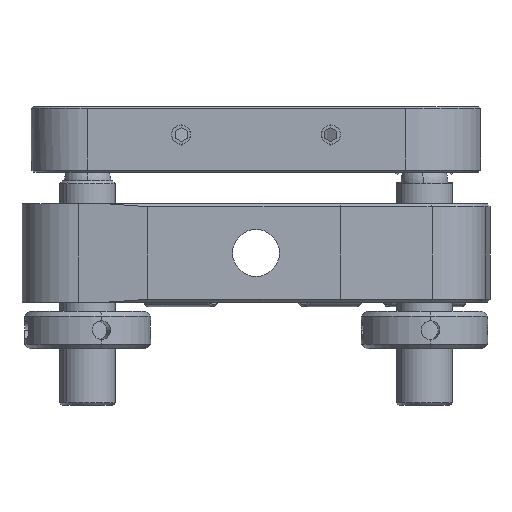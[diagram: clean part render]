
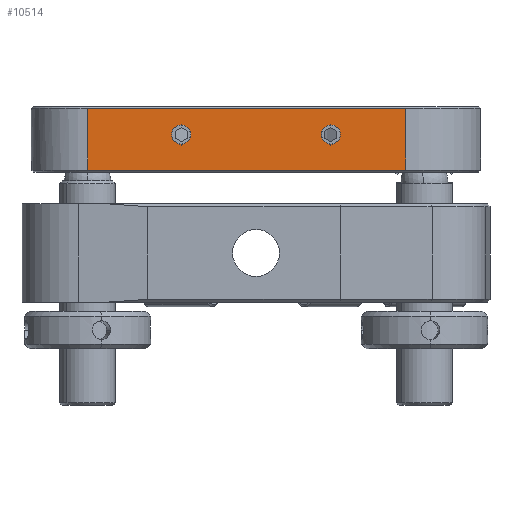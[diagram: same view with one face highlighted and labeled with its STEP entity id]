
A CAD part, front view. The second image highlights one B-rep face of the part: STEP entity #10514.
In plain terms, the highlighted planar face has unit normal (0, -1, 0).
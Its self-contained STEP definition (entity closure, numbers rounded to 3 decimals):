
#12 = CARTESIAN_POINT ( 'NONE',  ( 8., -24., -4.375 ) ) ;
#577 = DIRECTION ( 'NONE',  ( 0., 0., 1. ) ) ;
#783 = EDGE_CURVE ( 'NONE', #3424, #10248, #15328, .T. ) ;
#795 = CARTESIAN_POINT ( 'NONE',  ( 8., -24., -3.35 ) ) ;
#1607 = EDGE_LOOP ( 'NONE', ( #5855, #12671 ) ) ;
#1828 = EDGE_CURVE ( 'NONE', #10248, #10009, #11558, .T. ) ;
#2782 = EDGE_CURVE ( 'NONE', #10009, #8362, #6335, .T. ) ;
#2805 = CARTESIAN_POINT ( 'NONE',  ( 16., -24., -7.15 ) ) ;
#2817 = DIRECTION ( 'NONE',  ( 0., -1., 0. ) ) ;
#2914 = CIRCLE ( 'NONE', #10215, 1.025 ) ;
#3331 = CIRCLE ( 'NONE', #7528, 1.025 ) ;
#3424 = VERTEX_POINT ( 'NONE', #4369 ) ;
#3517 = CARTESIAN_POINT ( 'NONE',  ( -18., -24., -7.15 ) ) ;
#3625 = VECTOR ( 'NONE', #7639, 1000. ) ;
#3728 = DIRECTION ( 'NONE',  ( 0., -1., 0. ) ) ;
#3943 = VECTOR ( 'NONE', #7509, 1000. ) ;
#3972 = ORIENTED_EDGE ( 'NONE', *, *, #7782, .T. ) ;
#3996 = CIRCLE ( 'NONE', #14734, 1.025 ) ;
#4041 = CARTESIAN_POINT ( 'NONE',  ( 8., -24., -3.35 ) ) ;
#4191 = DIRECTION ( 'NONE',  ( 0., 0., -1. ) ) ;
#4369 = CARTESIAN_POINT ( 'NONE',  ( -18., -24., -0.55 ) ) ;
#4621 = DIRECTION ( 'NONE',  ( 0., -1., 0. ) ) ;
#5014 = EDGE_LOOP ( 'NONE', ( #12052, #5898, #11830, #3972 ) ) ;
#5093 = ORIENTED_EDGE ( 'NONE', *, *, #11787, .F. ) ;
#5240 = CARTESIAN_POINT ( 'NONE',  ( 8., -24., -2.325 ) ) ;
#5297 = CARTESIAN_POINT ( 'NONE',  ( -8., -24., -4.375 ) ) ;
#5855 = ORIENTED_EDGE ( 'NONE', *, *, #8146, .F. ) ;
#5898 = ORIENTED_EDGE ( 'NONE', *, *, #1828, .T. ) ;
#6011 = VERTEX_POINT ( 'NONE', #7615 ) ;
#6035 = DIRECTION ( 'NONE',  ( 1., 0., 0. ) ) ;
#6335 = LINE ( 'NONE', #15111, #3943 ) ;
#6594 = CARTESIAN_POINT ( 'NONE',  ( 24., -24., -0.55 ) ) ;
#6622 = VERTEX_POINT ( 'NONE', #5240 ) ;
#6635 = VERTEX_POINT ( 'NONE', #5297 ) ;
#6977 = EDGE_LOOP ( 'NONE', ( #9020, #5093 ) ) ;
#7509 = DIRECTION ( 'NONE',  ( 0., 0., 1. ) ) ;
#7528 = AXIS2_PLACEMENT_3D ( 'NONE', #4041, #2817, #11723 ) ;
#7615 = CARTESIAN_POINT ( 'NONE',  ( -8., -24., -2.325 ) ) ;
#7639 = DIRECTION ( 'NONE',  ( 0., 0., -1. ) ) ;
#7782 = EDGE_CURVE ( 'NONE', #8362, #3424, #11267, .T. ) ;
#7851 = VECTOR ( 'NONE', #15477, 1000. ) ;
#7955 = FACE_OUTER_BOUND ( 'NONE', #5014, .T. ) ;
#7963 = CARTESIAN_POINT ( 'NONE',  ( 24., -24., -7.35 ) ) ;
#8146 = EDGE_CURVE ( 'NONE', #6011, #6635, #13775, .T. ) ;
#8362 = VERTEX_POINT ( 'NONE', #15672 ) ;
#8444 = AXIS2_PLACEMENT_3D ( 'NONE', #16369, #11241, #14917 ) ;
#9020 = ORIENTED_EDGE ( 'NONE', *, *, #14385, .F. ) ;
#9240 = DIRECTION ( 'NONE',  ( 0., 1., 0. ) ) ;
#9890 = CARTESIAN_POINT ( 'NONE',  ( 16., -24., -7.15 ) ) ;
#9899 = EDGE_CURVE ( 'NONE', #6635, #6011, #3996, .T. ) ;
#10009 = VERTEX_POINT ( 'NONE', #2805 ) ;
#10154 = FACE_BOUND ( 'NONE', #1607, .T. ) ;
#10215 = AXIS2_PLACEMENT_3D ( 'NONE', #795, #4621, #577 ) ;
#10248 = VERTEX_POINT ( 'NONE', #3517 ) ;
#10514 = ADVANCED_FACE ( 'NONE', ( #13698, #10154, #7955 ), #10578, .F. ) ;
#10516 = AXIS2_PLACEMENT_3D ( 'NONE', #7963, #9240, #4191 ) ;
#10578 = PLANE ( 'NONE',  #10516 ) ;
#11241 = DIRECTION ( 'NONE',  ( 0., -1., 0. ) ) ;
#11267 = LINE ( 'NONE', #6594, #7851 ) ;
#11558 = LINE ( 'NONE', #9890, #14908 ) ;
#11723 = DIRECTION ( 'NONE',  ( 0., 0., 1. ) ) ;
#11787 = EDGE_CURVE ( 'NONE', #12193, #6622, #3331, .T. ) ;
#11830 = ORIENTED_EDGE ( 'NONE', *, *, #2782, .T. ) ;
#12052 = ORIENTED_EDGE ( 'NONE', *, *, #783, .T. ) ;
#12193 = VERTEX_POINT ( 'NONE', #12 ) ;
#12556 = CARTESIAN_POINT ( 'NONE',  ( -8., -24., -3.35 ) ) ;
#12602 = DIRECTION ( 'NONE',  ( 0., 0., 1. ) ) ;
#12671 = ORIENTED_EDGE ( 'NONE', *, *, #9899, .F. ) ;
#13698 = FACE_BOUND ( 'NONE', #6977, .T. ) ;
#13775 = CIRCLE ( 'NONE', #8444, 1.025 ) ;
#14385 = EDGE_CURVE ( 'NONE', #6622, #12193, #2914, .T. ) ;
#14734 = AXIS2_PLACEMENT_3D ( 'NONE', #12556, #3728, #12602 ) ;
#14908 = VECTOR ( 'NONE', #6035, 1000. ) ;
#14917 = DIRECTION ( 'NONE',  ( 0., 0., 1. ) ) ;
#15111 = CARTESIAN_POINT ( 'NONE',  ( 16., -24., -7.35 ) ) ;
#15185 = CARTESIAN_POINT ( 'NONE',  ( -18., -24., -7.35 ) ) ;
#15328 = LINE ( 'NONE', #15185, #3625 ) ;
#15477 = DIRECTION ( 'NONE',  ( -1., 0., 0. ) ) ;
#15672 = CARTESIAN_POINT ( 'NONE',  ( 16., -24., -0.55 ) ) ;
#16369 = CARTESIAN_POINT ( 'NONE',  ( -8., -24., -3.35 ) ) ;
